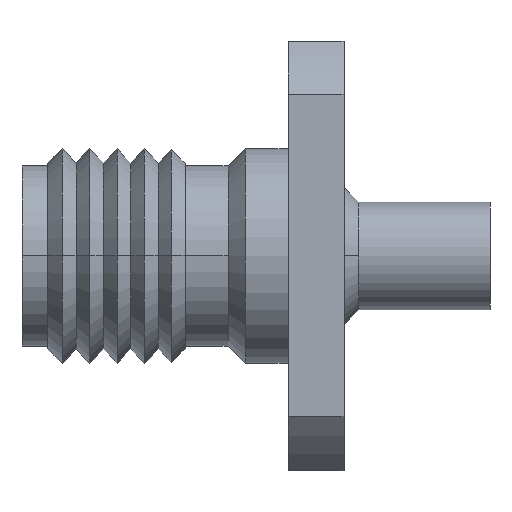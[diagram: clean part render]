
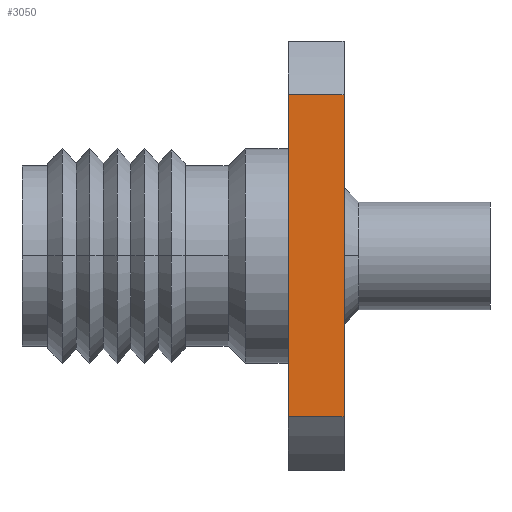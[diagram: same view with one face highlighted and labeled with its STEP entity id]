
A CAD part, top view. The second image highlights one B-rep face of the part: STEP entity #3050.
In plain terms, the highlighted planar face has unit normal (0, 0, 1).
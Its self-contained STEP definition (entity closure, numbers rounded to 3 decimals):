
#115 = LINE ( 'NONE', #2560, #139 ) ;
#139 = VECTOR ( 'NONE', #1775, 1000. ) ;
#177 = PLANE ( 'NONE',  #2987 ) ;
#194 = VECTOR ( 'NONE', #217, 1000. ) ;
#217 = DIRECTION ( 'NONE',  ( 0., -1., 0. ) ) ;
#241 = VERTEX_POINT ( 'NONE', #2180 ) ;
#444 = ORIENTED_EDGE ( 'NONE', *, *, #2610, .T. ) ;
#687 = CARTESIAN_POINT ( 'NONE',  ( 9.525, 4.763, 6.35 ) ) ;
#723 = VECTOR ( 'NONE', #2190, 1000. ) ;
#747 = DIRECTION ( 'NONE',  ( 1., 0., 0. ) ) ;
#805 = CARTESIAN_POINT ( 'NONE',  ( 7.874, -4.763, 6.35 ) ) ;
#872 = VECTOR ( 'NONE', #747, 1000. ) ;
#910 = LINE ( 'NONE', #687, #723 ) ;
#1001 = LINE ( 'NONE', #2481, #872 ) ;
#1011 = CARTESIAN_POINT ( 'NONE',  ( 9.525, -4.763, 6.35 ) ) ;
#1137 = ORIENTED_EDGE ( 'NONE', *, *, #1365, .F. ) ;
#1344 = CARTESIAN_POINT ( 'NONE',  ( 7.874, 4.763, 6.35 ) ) ;
#1365 = EDGE_CURVE ( 'NONE', #241, #1999, #910, .T. ) ;
#1433 = EDGE_LOOP ( 'NONE', ( #1137, #3147, #1435, #444 ) ) ;
#1435 = ORIENTED_EDGE ( 'NONE', *, *, #1899, .T. ) ;
#1444 = LINE ( 'NONE', #1962, #194 ) ;
#1475 = EDGE_CURVE ( 'NONE', #1639, #241, #1001, .T. ) ;
#1621 = DIRECTION ( 'NONE',  ( 1., 0., 0. ) ) ;
#1639 = VERTEX_POINT ( 'NONE', #1344 ) ;
#1775 = DIRECTION ( 'NONE',  ( 1., 0., 0. ) ) ;
#1899 = EDGE_CURVE ( 'NONE', #1639, #2980, #1444, .T. ) ;
#1962 = CARTESIAN_POINT ( 'NONE',  ( 7.874, 4.763, 6.35 ) ) ;
#1999 = VERTEX_POINT ( 'NONE', #1011 ) ;
#2180 = CARTESIAN_POINT ( 'NONE',  ( 9.525, 4.763, 6.35 ) ) ;
#2190 = DIRECTION ( 'NONE',  ( 0., -1., 0. ) ) ;
#2481 = CARTESIAN_POINT ( 'NONE',  ( 7.874, 4.763, 6.35 ) ) ;
#2560 = CARTESIAN_POINT ( 'NONE',  ( 7.874, -4.763, 6.35 ) ) ;
#2610 = EDGE_CURVE ( 'NONE', #2980, #1999, #115, .T. ) ;
#2619 = CARTESIAN_POINT ( 'NONE',  ( 7.874, 4.763, 6.35 ) ) ;
#2829 = FACE_OUTER_BOUND ( 'NONE', #1433, .T. ) ;
#2980 = VERTEX_POINT ( 'NONE', #805 ) ;
#2987 = AXIS2_PLACEMENT_3D ( 'NONE', #2619, #3088, #1621 ) ;
#3050 = ADVANCED_FACE ( 'NONE', ( #2829 ), #177, .T. ) ;
#3088 = DIRECTION ( 'NONE',  ( 0., 0., 1. ) ) ;
#3147 = ORIENTED_EDGE ( 'NONE', *, *, #1475, .F. ) ;
